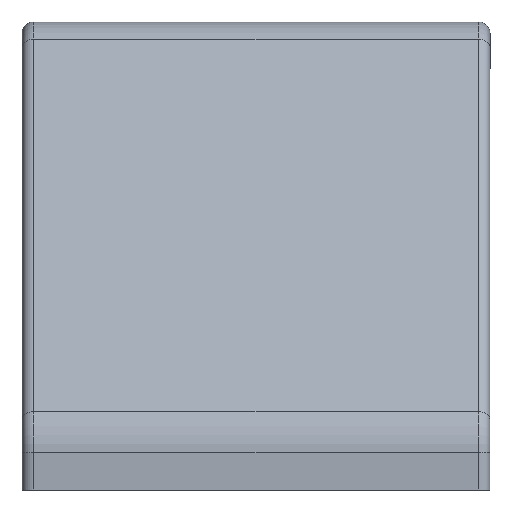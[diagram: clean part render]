
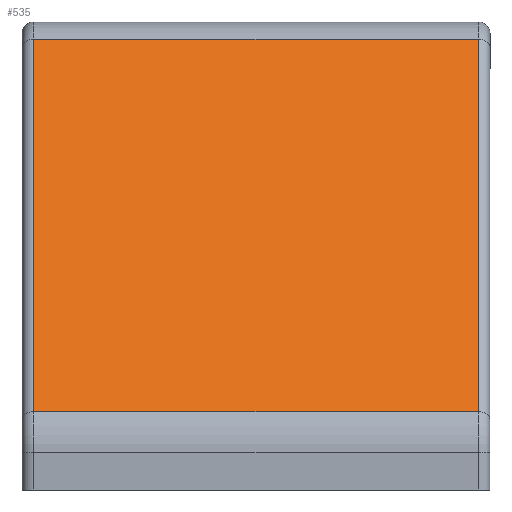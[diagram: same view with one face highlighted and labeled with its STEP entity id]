
A CAD part, left-side view. The second image highlights one B-rep face of the part: STEP entity #535.
In plain terms, the highlighted planar face has unit normal (-0.707, 0, 0.707).
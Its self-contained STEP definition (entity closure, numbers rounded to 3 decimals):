
#114=ORIENTED_EDGE('',*,*,#249,.T.);
#115=ORIENTED_EDGE('',*,*,#250,.T.);
#116=ORIENTED_EDGE('',*,*,#251,.T.);
#117=ORIENTED_EDGE('',*,*,#252,.T.);
#249=EDGE_CURVE('',#316,#317,#367,.T.);
#250=EDGE_CURVE('',#317,#318,#368,.T.);
#251=EDGE_CURVE('',#318,#319,#369,.F.);
#252=EDGE_CURVE('',#319,#316,#370,.F.);
#316=VERTEX_POINT('',#874);
#317=VERTEX_POINT('',#875);
#318=VERTEX_POINT('',#877);
#319=VERTEX_POINT('',#879);
#367=LINE('',#873,#419);
#368=LINE('',#876,#420);
#369=LINE('',#878,#421);
#370=LINE('',#880,#422);
#419=VECTOR('',#696,1000.);
#420=VECTOR('',#697,1000.);
#421=VECTOR('',#698,1000.);
#422=VECTOR('',#699,1000.);
#451=EDGE_LOOP('',(#114,#115,#116,#117));
#485=FACE_BOUND('',#451,.T.);
#516=PLANE('',#586);
#535=ADVANCED_FACE('',(#485),#516,.F.);
#586=AXIS2_PLACEMENT_3D('',#872,#694,#695);
#694=DIRECTION('',(0.707,0.,-0.707));
#695=DIRECTION('',(-0.707,0.,-0.707));
#696=DIRECTION('',(0.,1.,0.));
#697=DIRECTION('',(-0.707,0.,-0.707));
#698=DIRECTION('',(0.,1.,0.));
#699=DIRECTION('',(-0.707,0.,-0.707));
#872=CARTESIAN_POINT('',(7.615,-20.,39.623));
#873=CARTESIAN_POINT('',(7.797,-20.,39.805));
#874=CARTESIAN_POINT('',(7.797,-19.,39.805));
#875=CARTESIAN_POINT('',(7.797,19.,39.805));
#876=CARTESIAN_POINT('',(7.615,19.,39.623));
#877=CARTESIAN_POINT('',(-24.031,19.,7.976));
#878=CARTESIAN_POINT('',(-24.031,-20.,7.976));
#879=CARTESIAN_POINT('',(-24.031,-19.,7.976));
#880=CARTESIAN_POINT('',(6.151,-19.,38.158));
